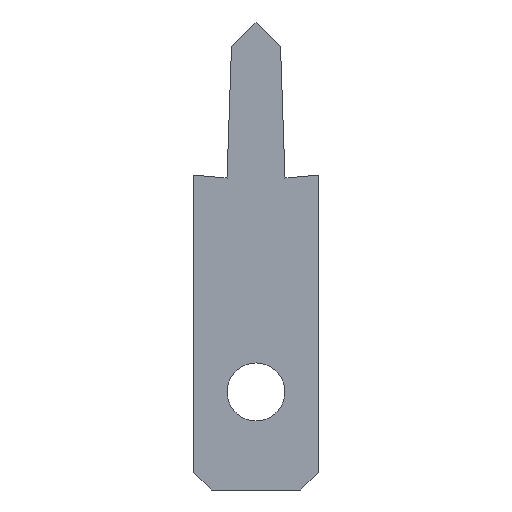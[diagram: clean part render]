
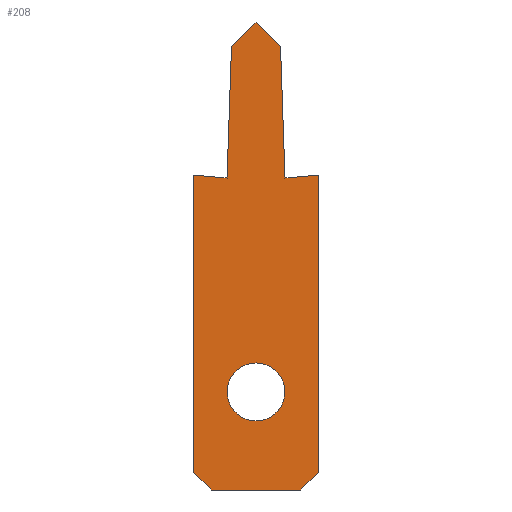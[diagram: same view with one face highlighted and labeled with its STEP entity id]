
A CAD part, front view. The second image highlights one B-rep face of the part: STEP entity #208.
In plain terms, the highlighted planar face has unit normal (0, -1, 0).
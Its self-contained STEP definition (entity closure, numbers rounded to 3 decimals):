
#4 = DIRECTION ( 'NONE',  ( -0.707, 0., -0.707 ) ) ;
#7 = DIRECTION ( 'NONE',  ( 0.034, 0., 0.999 ) ) ;
#14 = CIRCLE ( 'NONE', #431, 0.65 ) ;
#26 = LINE ( 'NONE', #268, #505 ) ;
#27 = AXIS2_PLACEMENT_3D ( 'NONE', #70, #228, #377 ) ;
#32 = DIRECTION ( 'NONE',  ( 0., 0., -1. ) ) ;
#36 = ORIENTED_EDGE ( 'NONE', *, *, #261, .F. ) ;
#37 = CARTESIAN_POINT ( 'NONE',  ( 1.4, 0., -6.6 ) ) ;
#43 = LINE ( 'NONE', #356, #48 ) ;
#44 = VERTEX_POINT ( 'NONE', #323 ) ;
#47 = CARTESIAN_POINT ( 'NONE',  ( 1.4, 0., 0.066 ) ) ;
#48 = VECTOR ( 'NONE', #4, 1000. ) ;
#53 = DIRECTION ( 'NONE',  ( 0., 0., 1. ) ) ;
#61 = LINE ( 'NONE', #221, #215 ) ;
#63 = VERTEX_POINT ( 'NONE', #368 ) ;
#65 = EDGE_CURVE ( 'NONE', #63, #137, #298, .T. ) ;
#70 = CARTESIAN_POINT ( 'NONE',  ( 0., 0., 0. ) ) ;
#79 = EDGE_CURVE ( 'NONE', #476, #496, #14, .T. ) ;
#83 = EDGE_CURVE ( 'NONE', #137, #250, #61, .T. ) ;
#85 = LINE ( 'NONE', #435, #256 ) ;
#86 = ORIENTED_EDGE ( 'NONE', *, *, #83, .F. ) ;
#90 = CARTESIAN_POINT ( 'NONE',  ( -0.65, 0., 0. ) ) ;
#94 = DIRECTION ( 'NONE',  ( 0., 0., 1. ) ) ;
#96 = CARTESIAN_POINT ( 'NONE',  ( -1.4, 0., -6.6 ) ) ;
#102 = EDGE_CURVE ( 'NONE', #496, #476, #162, .T. ) ;
#128 = VECTOR ( 'NONE', #252, 1000. ) ;
#137 = VERTEX_POINT ( 'NONE', #460 ) ;
#140 = DIRECTION ( 'NONE',  ( 0., 1., 0. ) ) ;
#142 = ORIENTED_EDGE ( 'NONE', *, *, #427, .F. ) ;
#153 = EDGE_CURVE ( 'NONE', #340, #247, #26, .T. ) ;
#154 = CARTESIAN_POINT ( 'NONE',  ( -0.65, 0., 0. ) ) ;
#162 = CIRCLE ( 'NONE', #354, 0.65 ) ;
#163 = VERTEX_POINT ( 'NONE', #424 ) ;
#166 = VERTEX_POINT ( 'NONE', #417 ) ;
#168 = ORIENTED_EDGE ( 'NONE', *, *, #378, .F. ) ;
#176 = DIRECTION ( 'NONE',  ( 0.707, 0., -0.707 ) ) ;
#180 = VERTEX_POINT ( 'NONE', #154 ) ;
#189 = EDGE_LOOP ( 'NONE', ( #219, #371 ) ) ;
#192 = VECTOR ( 'NONE', #400, 1000. ) ;
#195 = ORIENTED_EDGE ( 'NONE', *, *, #361, .F. ) ;
#202 = EDGE_LOOP ( 'NONE', ( #168, #284, #402, #86, #473, #355, #266, #36, #195, #358, #142 ) ) ;
#205 = VECTOR ( 'NONE', #238, 1000. ) ;
#208 = ADVANCED_FACE ( 'NONE', ( #308, #382 ), #272, .T. ) ;
#214 = CARTESIAN_POINT ( 'NONE',  ( 0.55, 0., 2.95 ) ) ;
#215 = VECTOR ( 'NONE', #262, 1000. ) ;
#218 = DIRECTION ( 'NONE',  ( 0.707, 0., 0.707 ) ) ;
#219 = ORIENTED_EDGE ( 'NONE', *, *, #102, .T. ) ;
#221 = CARTESIAN_POINT ( 'NONE',  ( 0.65, 0., 0. ) ) ;
#222 = CARTESIAN_POINT ( 'NONE',  ( 0., 0., -4.8 ) ) ;
#228 = DIRECTION ( 'NONE',  ( 0., -1., 0. ) ) ;
#232 = VECTOR ( 'NONE', #218, 1000. ) ;
#238 = DIRECTION ( 'NONE',  ( 0.996, 0., -0.087 ) ) ;
#241 = DIRECTION ( 'NONE',  ( 0., 0., 1. ) ) ;
#244 = CARTESIAN_POINT ( 'NONE',  ( -1.4, 0., 0.066 ) ) ;
#246 = LINE ( 'NONE', #90, #366 ) ;
#247 = VERTEX_POINT ( 'NONE', #37 ) ;
#250 = VERTEX_POINT ( 'NONE', #348 ) ;
#252 = DIRECTION ( 'NONE',  ( -1., 0., 0. ) ) ;
#254 = LINE ( 'NONE', #327, #192 ) ;
#256 = VECTOR ( 'NONE', #241, 1000. ) ;
#261 = EDGE_CURVE ( 'NONE', #452, #180, #475, .T. ) ;
#262 = DIRECTION ( 'NONE',  ( 0.034, 0., -0.999 ) ) ;
#266 = ORIENTED_EDGE ( 'NONE', *, *, #313, .F. ) ;
#268 = CARTESIAN_POINT ( 'NONE',  ( 1.4, 0., -6.6 ) ) ;
#272 = PLANE ( 'NONE',  #27 ) ;
#284 = ORIENTED_EDGE ( 'NONE', *, *, #153, .F. ) ;
#293 = DIRECTION ( 'NONE',  ( 0.996, 0., 0.087 ) ) ;
#297 = CARTESIAN_POINT ( 'NONE',  ( -1.4, 0., 0.066 ) ) ;
#298 = LINE ( 'NONE', #214, #396 ) ;
#308 = FACE_BOUND ( 'NONE', #189, .T. ) ;
#313 = EDGE_CURVE ( 'NONE', #180, #166, #246, .T. ) ;
#322 = LINE ( 'NONE', #483, #232 ) ;
#323 = CARTESIAN_POINT ( 'NONE',  ( 1., 0., -7. ) ) ;
#325 = LINE ( 'NONE', #480, #487 ) ;
#326 = DIRECTION ( 'NONE',  ( 0., 1., 0. ) ) ;
#327 = CARTESIAN_POINT ( 'NONE',  ( -1.4, 0., -6.6 ) ) ;
#340 = VERTEX_POINT ( 'NONE', #47 ) ;
#348 = CARTESIAN_POINT ( 'NONE',  ( 0.65, 0., 0. ) ) ;
#354 = AXIS2_PLACEMENT_3D ( 'NONE', #222, #140, #53 ) ;
#355 = ORIENTED_EDGE ( 'NONE', *, *, #488, .F. ) ;
#356 = CARTESIAN_POINT ( 'NONE',  ( 1.4, 0., -6.6 ) ) ;
#358 = ORIENTED_EDGE ( 'NONE', *, *, #390, .F. ) ;
#361 = EDGE_CURVE ( 'NONE', #462, #452, #85, .T. ) ;
#366 = VECTOR ( 'NONE', #7, 1000. ) ;
#367 = CARTESIAN_POINT ( 'NONE',  ( 0., 0., -4.15 ) ) ;
#368 = CARTESIAN_POINT ( 'NONE',  ( 0., 0., 3.5 ) ) ;
#371 = ORIENTED_EDGE ( 'NONE', *, *, #79, .T. ) ;
#377 = DIRECTION ( 'NONE',  ( 0., 0., -1. ) ) ;
#378 = EDGE_CURVE ( 'NONE', #247, #44, #43, .T. ) ;
#382 = FACE_OUTER_BOUND ( 'NONE', #202, .T. ) ;
#390 = EDGE_CURVE ( 'NONE', #163, #462, #254, .T. ) ;
#396 = VECTOR ( 'NONE', #176, 1000. ) ;
#400 = DIRECTION ( 'NONE',  ( -0.707, 0., 0.707 ) ) ;
#402 = ORIENTED_EDGE ( 'NONE', *, *, #456, .F. ) ;
#410 = CARTESIAN_POINT ( 'NONE',  ( 0., 0., -5.45 ) ) ;
#417 = CARTESIAN_POINT ( 'NONE',  ( -0.55, 0., 2.95 ) ) ;
#424 = CARTESIAN_POINT ( 'NONE',  ( -1., 0., -7. ) ) ;
#427 = EDGE_CURVE ( 'NONE', #44, #163, #447, .T. ) ;
#431 = AXIS2_PLACEMENT_3D ( 'NONE', #448, #326, #94 ) ;
#435 = CARTESIAN_POINT ( 'NONE',  ( -1.4, 0., -6.6 ) ) ;
#441 = CARTESIAN_POINT ( 'NONE',  ( -1., 0., -7. ) ) ;
#447 = LINE ( 'NONE', #441, #128 ) ;
#448 = CARTESIAN_POINT ( 'NONE',  ( 0., 0., -4.8 ) ) ;
#452 = VERTEX_POINT ( 'NONE', #297 ) ;
#456 = EDGE_CURVE ( 'NONE', #250, #340, #325, .T. ) ;
#460 = CARTESIAN_POINT ( 'NONE',  ( 0.55, 0., 2.95 ) ) ;
#462 = VERTEX_POINT ( 'NONE', #96 ) ;
#473 = ORIENTED_EDGE ( 'NONE', *, *, #65, .F. ) ;
#475 = LINE ( 'NONE', #244, #205 ) ;
#476 = VERTEX_POINT ( 'NONE', #410 ) ;
#480 = CARTESIAN_POINT ( 'NONE',  ( 1.4, 0., 0.066 ) ) ;
#483 = CARTESIAN_POINT ( 'NONE',  ( -0.55, 0., 2.95 ) ) ;
#487 = VECTOR ( 'NONE', #293, 1000. ) ;
#488 = EDGE_CURVE ( 'NONE', #166, #63, #322, .T. ) ;
#496 = VERTEX_POINT ( 'NONE', #367 ) ;
#505 = VECTOR ( 'NONE', #32, 1000. ) ;
